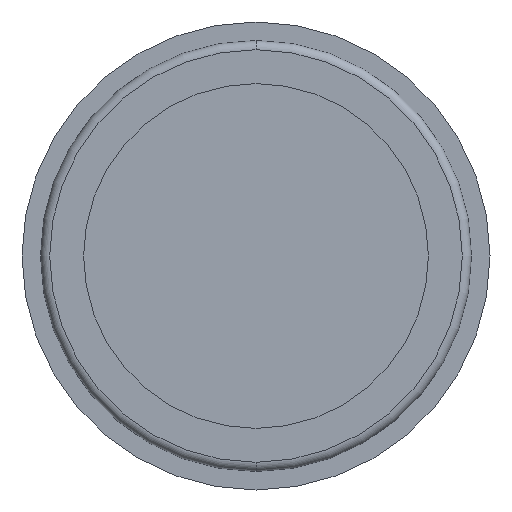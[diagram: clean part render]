
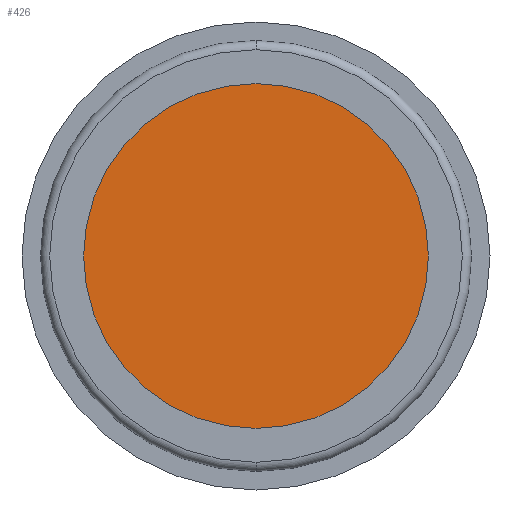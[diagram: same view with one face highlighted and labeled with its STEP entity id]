
A CAD part, front view. The second image highlights one B-rep face of the part: STEP entity #426.
In plain terms, the highlighted planar face has unit normal (0, -1, 0).
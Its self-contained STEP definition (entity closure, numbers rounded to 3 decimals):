
#7 = AXIS2_PLACEMENT_3D ( 'NONE', #523, #524, #527 ) ;
#40 = AXIS2_PLACEMENT_3D ( 'NONE', #305, #304, #303 ) ;
#74 = FACE_OUTER_BOUND ( 'NONE', #311, .T. ) ;
#126 = AXIS2_PLACEMENT_3D ( 'NONE', #208, #207, #206 ) ;
#143 = EDGE_CURVE ( 'NONE', #749, #751, #153, .T. ) ;
#153 = CIRCLE ( 'NONE', #40, 28. ) ;
#206 = DIRECTION ( 'NONE',  ( 0., 0., 1. ) ) ;
#207 = DIRECTION ( 'NONE',  ( 0., 1., 0. ) ) ;
#208 = CARTESIAN_POINT ( 'NONE',  ( 28., 12.7, 0. ) ) ;
#209 = PLANE ( 'NONE',  #126 ) ;
#303 = DIRECTION ( 'NONE',  ( 0., 0., 1. ) ) ;
#304 = DIRECTION ( 'NONE',  ( 0., 1., 0. ) ) ;
#305 = CARTESIAN_POINT ( 'NONE',  ( 0., 12.7, 0. ) ) ;
#311 = EDGE_LOOP ( 'NONE', ( #315, #330 ) ) ;
#315 = ORIENTED_EDGE ( 'NONE', *, *, #472, .F. ) ;
#330 = ORIENTED_EDGE ( 'NONE', *, *, #143, .F. ) ;
#395 = CIRCLE ( 'NONE', #7, 28. ) ;
#426 = ADVANCED_FACE ( 'NONE', ( #74 ), #209, .F. ) ;
#472 = EDGE_CURVE ( 'NONE', #751, #749, #395, .T. ) ;
#523 = CARTESIAN_POINT ( 'NONE',  ( 0., 12.7, 0. ) ) ;
#524 = DIRECTION ( 'NONE',  ( 0., 1., 0. ) ) ;
#527 = DIRECTION ( 'NONE',  ( 0., 0., 1. ) ) ;
#651 = CARTESIAN_POINT ( 'NONE',  ( 0., 12.7, -28. ) ) ;
#652 = CARTESIAN_POINT ( 'NONE',  ( 0., 12.7, 28. ) ) ;
#749 = VERTEX_POINT ( 'NONE', #651 ) ;
#751 = VERTEX_POINT ( 'NONE', #652 ) ;
